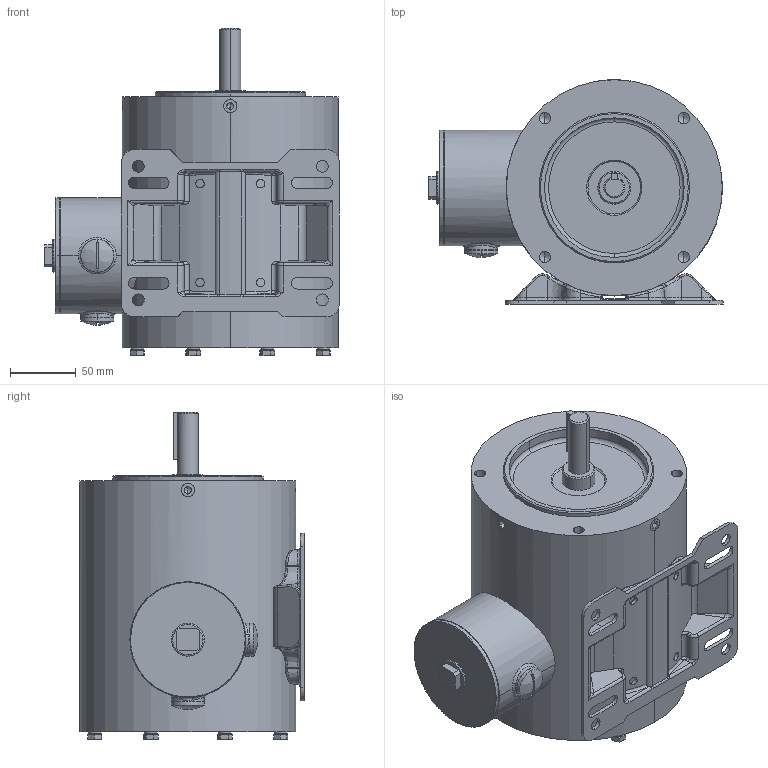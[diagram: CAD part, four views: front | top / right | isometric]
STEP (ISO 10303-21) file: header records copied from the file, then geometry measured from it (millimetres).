
FILE_DESCRIPTION (( 'STEP AP214' ), '1' );
FILE_NAME ('H(MTSN-P33-3BD18) nc WITH-bolts redcmb1 coord fxt.STEP', '2022-04-12T13:22:36', ( '' ), ( '' ), 'SwSTEP 2.0', 'SolidWorks 2021', '' );
FILE_SCHEMA (( 'AUTOMOTIVE_DESIGN' ));
Length unit declared in the file: inch
Products named in the file (1): H(MTSN-P33-3BD18) nc WITH-bolts redcmb1  coord fxt
Bounding box: 223.82 x 170.3 x 249.1 mm (x, y, z)
Volume: 764617.8 mm3; surface area: 432001.2 mm2
Topology: 8 solids, 8 shells, 909 faces, 2271 edges, 1397 vertices
Faces by surface type: cylinder 312, plane 277, bspline 182, cone 100, torus 38
Entity records: 43415 total; most frequent: CARTESIAN_POINT 23199, ORIENTED_EDGE 4454, DIRECTION 3819, EDGE_CURVE 2227, AXIS2_PLACEMENT_3D 1503, VERTEX_POINT 1397, EDGE_LOOP 1008, ADVANCED_FACE 909
